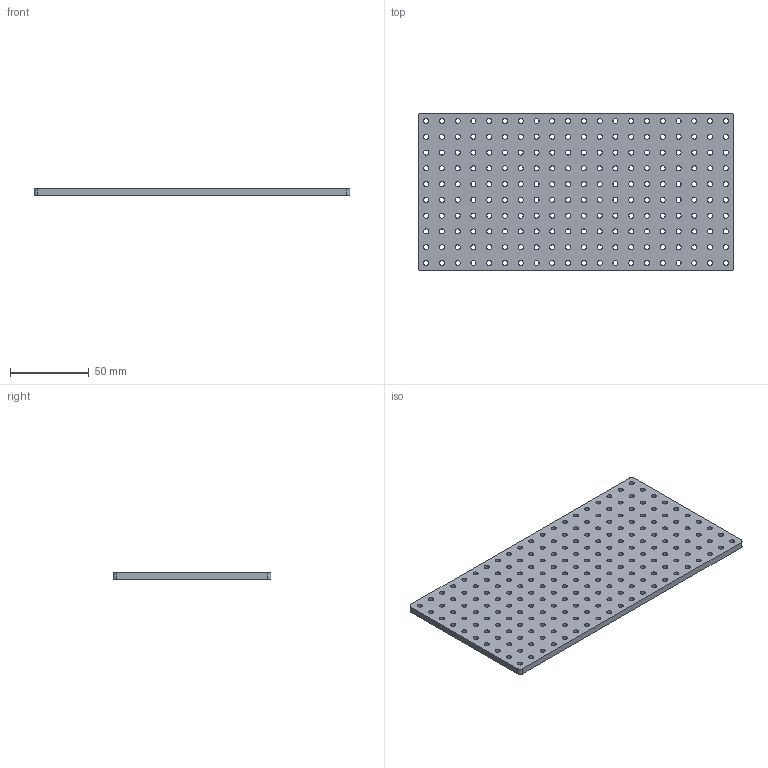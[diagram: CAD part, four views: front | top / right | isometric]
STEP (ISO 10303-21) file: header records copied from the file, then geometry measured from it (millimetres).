
FILE_DESCRIPTION (( 'STEP AP214' ), '1' );
FILE_NAME ('Transparent board 200x100.STEP', '2022-02-11T14:15:54', ( '' ), ( '' ), 'SwSTEP 2.0', 'SolidWorks 2016', '' );
FILE_SCHEMA (( 'AUTOMOTIVE_DESIGN' ));
Length unit declared in the file: millimetre
Products named in the file (2): Transparent board 200x100
Bounding box: 200 x 100 x 4 mm (x, y, z)
Volume: 73552.3 mm3; surface area: 47204.9 mm2
Topology: 1 solids, 1 shells, 410 faces, 1224 edges, 816 vertices
Faces by surface type: cylinder 404, plane 6
Entity records: 15145 total; most frequent: DIRECTION 2856, CARTESIAN_POINT 2452, ORIENTED_EDGE 2448, EDGE_CURVE 1224, AXIS2_PLACEMENT_3D 1220, VERTEX_POINT 816, EDGE_LOOP 810, CIRCLE 808
